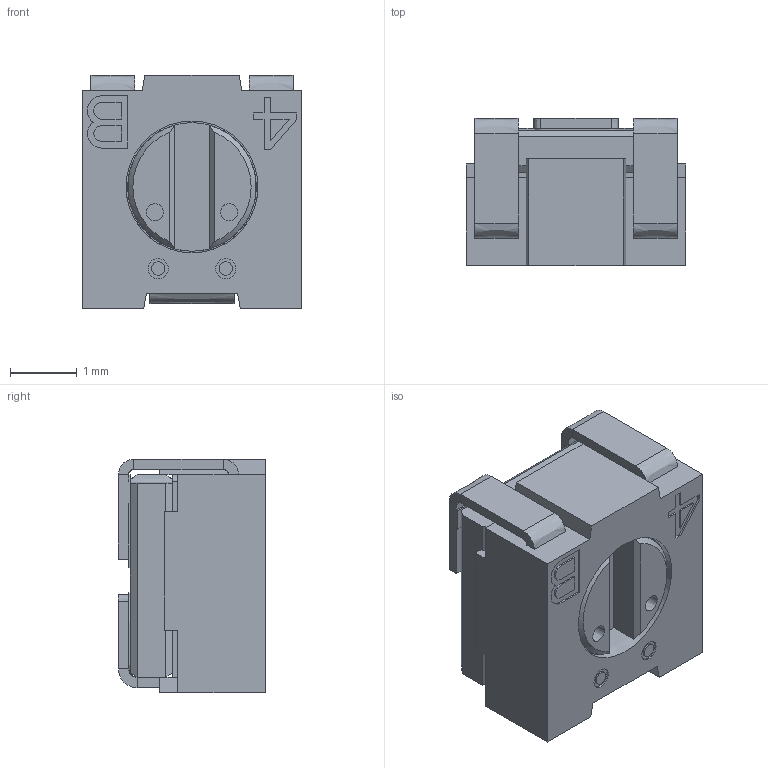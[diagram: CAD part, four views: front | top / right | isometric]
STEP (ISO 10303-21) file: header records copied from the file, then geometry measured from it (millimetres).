
FILE_DESCRIPTION((''),'2;1');
FILE_NAME('A7813J_ASM','2012-03-27T',('minhn'),('Bourns, Inc.'),'PRO/ENGINEER BY PARAMETRIC TECHNOLOGY CORPORATION, 2001200','PRO/ENGINEER BY PARAMETRIC TECHNOLOGY CORPORATION, 2001200','');
FILE_SCHEMA(('AUTOMOTIVE_DESIGN_CC2 { 1 2 10303 214 -1 1 5 2 }'));
Length unit declared in the file: inch
Products named in the file (2): 7813_HSG; A7813J_ASM
Assembly tree (1 placements, depth 2):
  A7813J_ASM
    7813_HSG
Bounding box: 3.3 x 2.21 x 3.51 mm (x, y, z)
Volume: 20.9 mm3; surface area: 77.1 mm2
Topology: 1 solids, 1 shells, 296 faces, 799 edges, 501 vertices
Faces by surface type: bspline 296
Entity records: 10127 total; most frequent: CARTESIAN_POINT 3523, ORIENTED_EDGE 1598, DIRECTION 922, EDGE_CURVE 799, VECTOR 646, LINE 646, VERTEX_POINT 501, EDGE_LOOP 312
